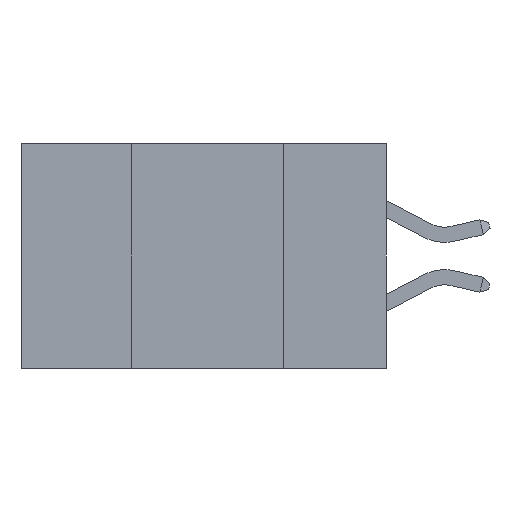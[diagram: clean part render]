
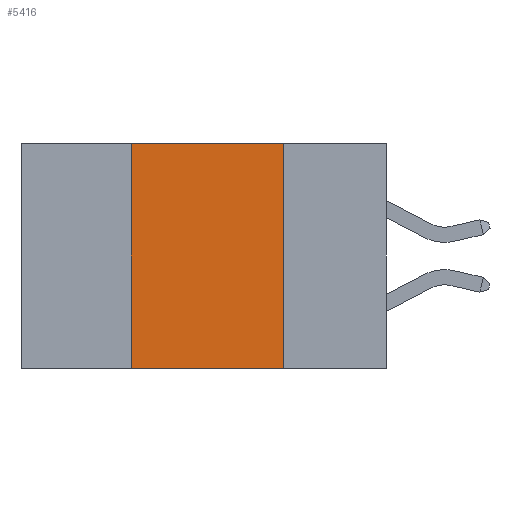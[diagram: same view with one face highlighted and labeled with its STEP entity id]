
A CAD part, left-side view. The second image highlights one B-rep face of the part: STEP entity #5416.
In plain terms, the highlighted planar face has unit normal (-1, 0, 0).
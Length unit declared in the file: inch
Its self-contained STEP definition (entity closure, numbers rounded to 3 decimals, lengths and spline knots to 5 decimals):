
#876 = ORIENTED_EDGE ( 'NONE', *, *, #940, .T. ) ;
#921 = ORIENTED_EDGE ( 'NONE', *, *, #1107, .F. ) ;
#940 = EDGE_CURVE ( 'NONE', #8793, #2010, #11068, .T. ) ;
#1077 = VERTEX_POINT ( 'NONE', #7804 ) ;
#1107 = EDGE_CURVE ( 'NONE', #1077, #2010, #11541, .T. ) ;
#1569 = VECTOR ( 'NONE', #5394, 39.37008 ) ;
#2010 = VERTEX_POINT ( 'NONE', #5180 ) ;
#2225 = PLANE ( 'NONE',  #2649 ) ;
#2461 = VECTOR ( 'NONE', #9714, 39.37008 ) ;
#2595 = LINE ( 'NONE', #6380, #15661 ) ;
#2649 = AXIS2_PLACEMENT_3D ( 'NONE', #10723, #11780, #3111 ) ;
#3111 = DIRECTION ( 'NONE',  ( 0., 0., -1. ) ) ;
#4926 = ORIENTED_EDGE ( 'NONE', *, *, #9963, .F. ) ;
#5180 = CARTESIAN_POINT ( 'NONE',  ( 0., 0.17, -0.37 ) ) ;
#5394 = DIRECTION ( 'NONE',  ( 0., 0., -1. ) ) ;
#5416 = ADVANCED_FACE ( 'NONE', ( #8222 ), #2225, .F. ) ;
#6124 = VERTEX_POINT ( 'NONE', #6455 ) ;
#6380 = CARTESIAN_POINT ( 'NONE',  ( 0., 0.6, 0. ) ) ;
#6455 = CARTESIAN_POINT ( 'NONE',  ( 0., 0.42, 0. ) ) ;
#7804 = CARTESIAN_POINT ( 'NONE',  ( 0., 0.17, 0. ) ) ;
#8222 = FACE_OUTER_BOUND ( 'NONE', #9059, .T. ) ;
#8793 = VERTEX_POINT ( 'NONE', #15573 ) ;
#9059 = EDGE_LOOP ( 'NONE', ( #921, #4926, #10472, #876 ) ) ;
#9714 = DIRECTION ( 'NONE',  ( 0., 0., 1. ) ) ;
#9855 = CARTESIAN_POINT ( 'NONE',  ( 0., 0.6, -0.37 ) ) ;
#9963 = EDGE_CURVE ( 'NONE', #6124, #1077, #2595, .T. ) ;
#10472 = ORIENTED_EDGE ( 'NONE', *, *, #12835, .F. ) ;
#10723 = CARTESIAN_POINT ( 'NONE',  ( 0., 0.6, 0. ) ) ;
#10778 = LINE ( 'NONE', #15961, #2461 ) ;
#11068 = LINE ( 'NONE', #9855, #15876 ) ;
#11541 = LINE ( 'NONE', #12524, #1569 ) ;
#11780 = DIRECTION ( 'NONE',  ( 1., 0., 0. ) ) ;
#12524 = CARTESIAN_POINT ( 'NONE',  ( 0., 0.17, -0.37 ) ) ;
#12835 = EDGE_CURVE ( 'NONE', #8793, #6124, #10778, .T. ) ;
#14848 = DIRECTION ( 'NONE',  ( 0., -1., 0. ) ) ;
#15032 = DIRECTION ( 'NONE',  ( 0., -1., 0. ) ) ;
#15573 = CARTESIAN_POINT ( 'NONE',  ( 0., 0.42, -0.37 ) ) ;
#15661 = VECTOR ( 'NONE', #15032, 39.37008 ) ;
#15876 = VECTOR ( 'NONE', #14848, 39.37008 ) ;
#15961 = CARTESIAN_POINT ( 'NONE',  ( 0., 0.42, -0.37 ) ) ;
